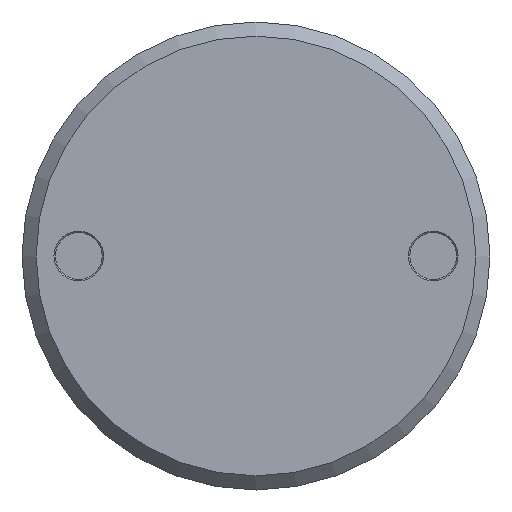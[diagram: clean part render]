
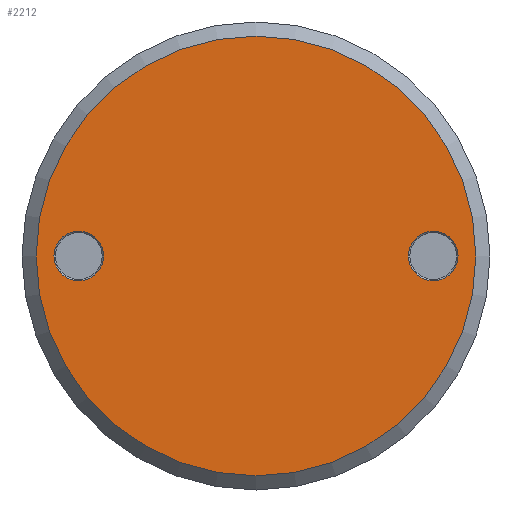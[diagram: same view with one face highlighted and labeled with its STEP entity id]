
A CAD part, left-side view. The second image highlights one B-rep face of the part: STEP entity #2212.
In plain terms, the highlighted planar face has unit normal (-1, 0, 0).
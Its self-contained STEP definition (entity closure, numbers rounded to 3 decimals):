
#203=FACE_BOUND('',#673,.T.);
#204=FACE_BOUND('',#674,.T.);
#336=CIRCLE('',#2635,1.75);
#339=CIRCLE('',#2641,1.75);
#344=CIRCLE('',#2649,15.5);
#492=FACE_OUTER_BOUND('',#672,.T.);
#672=EDGE_LOOP('',(#1939));
#673=EDGE_LOOP('',(#1940));
#674=EDGE_LOOP('',(#1941));
#1126=VERTEX_POINT('',#3996);
#1129=VERTEX_POINT('',#4007);
#1134=VERTEX_POINT('',#4022);
#1394=EDGE_CURVE('',#1126,#1126,#336,.T.);
#1399=EDGE_CURVE('',#1129,#1129,#339,.T.);
#1407=EDGE_CURVE('',#1134,#1134,#344,.T.);
#1939=ORIENTED_EDGE('',*,*,#1407,.F.);
#1940=ORIENTED_EDGE('',*,*,#1394,.T.);
#1941=ORIENTED_EDGE('',*,*,#1399,.T.);
#2075=PLANE('',#2650);
#2212=ADVANCED_FACE('',(#492,#203,#204),#2075,.T.);
#2635=AXIS2_PLACEMENT_3D('',#3997,#3306,#3307);
#2641=AXIS2_PLACEMENT_3D('',#4008,#3320,#3321);
#2649=AXIS2_PLACEMENT_3D('',#4024,#3339,#3340);
#2650=AXIS2_PLACEMENT_3D('',#4025,#3341,#3342);
#3306=DIRECTION('center_axis',(1.,0.,0.));
#3307=DIRECTION('ref_axis',(0.,0.,1.));
#3320=DIRECTION('center_axis',(1.,0.,0.));
#3321=DIRECTION('ref_axis',(0.,0.,1.));
#3339=DIRECTION('center_axis',(1.,0.,0.));
#3340=DIRECTION('ref_axis',(0.,-1.,0.));
#3341=DIRECTION('center_axis',(-1.,0.,0.));
#3342=DIRECTION('ref_axis',(0.,0.,1.));
#3996=CARTESIAN_POINT('',(0.,-12.5,-1.75));
#3997=CARTESIAN_POINT('Origin',(0.,-12.5,0.));
#4007=CARTESIAN_POINT('',(0.,12.5,-1.75));
#4008=CARTESIAN_POINT('Origin',(0.,12.5,0.));
#4022=CARTESIAN_POINT('',(0.,15.5,0.));
#4024=CARTESIAN_POINT('Origin',(0.,0.,0.));
#4025=CARTESIAN_POINT('Origin',(0.,16.5,0.));
